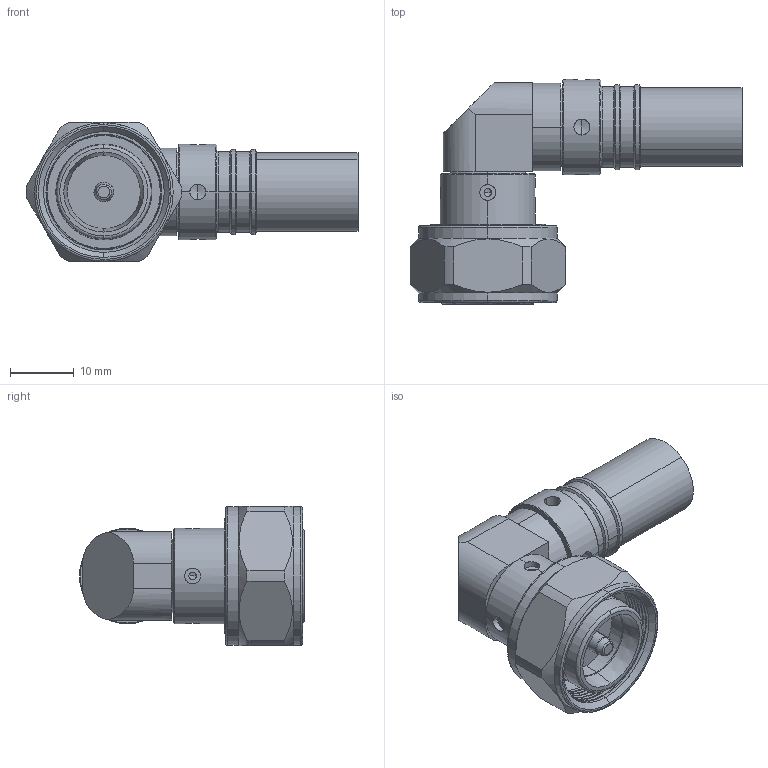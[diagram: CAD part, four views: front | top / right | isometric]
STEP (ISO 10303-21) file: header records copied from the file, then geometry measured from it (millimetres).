
FILE_DESCRIPTION (( 'STEP AP214' ), '1' );
FILE_NAME ('3190-8097(EZ-400-4310M-RA-X)_SD.STEP', '2020-12-14T07:00:10', ( '' ), ( '' ), 'SwSTEP 2.0', 'SolidWorks 2018', '' );
FILE_SCHEMA (( 'AUTOMOTIVE_DESIGN' ));
Length unit declared in the file: millimetre
Products named in the file (7): 3192-6033_SD; SD^3192-6033; 3192-6073_SD; SD^3192-6073; 3192-6034_SD; SD^3192-6034; 3190-8097(EZ-400-4310M-RA-X)_SD
Assembly tree (6 placements, depth 3):
  3190-8097(EZ-400-4310M-RA-X)_SD
    3192-6034_SD
      SD^3192-6034
    3192-6073_SD
      SD^3192-6073
    3192-6033_SD
      SD^3192-6033
Bounding box: 52.25 x 35.4 x 22 mm (x, y, z)
Volume: 10850.6 mm3; surface area: 7357.9 mm2
Topology: 4 solids, 5 shells, 252 faces, 567 edges, 336 vertices
Faces by surface type: cylinder 102, cone 80, plane 44, bspline 20, torus 6
Entity records: 7936 total; most frequent: CARTESIAN_POINT 2141, DIRECTION 1269, ORIENTED_EDGE 1102, EDGE_CURVE 551, AXIS2_PLACEMENT_3D 532, VERTEX_POINT 336, CIRCLE 288, EDGE_LOOP 283
